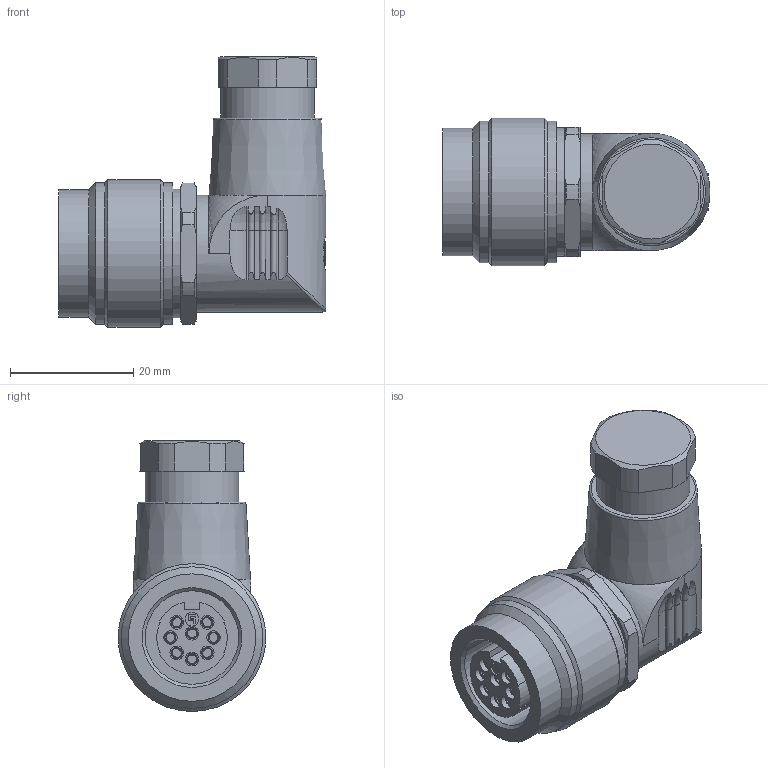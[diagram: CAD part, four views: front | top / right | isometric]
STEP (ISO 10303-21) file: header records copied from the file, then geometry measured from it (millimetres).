
FILE_DESCRIPTION(/* description */ (''),/* implementation_level */ '2;1');
FILE_NAME(/* name */ '99-0172-75-08_bg.stp',/* time_stamp */ '2009-08-19T13:03:09+02:00',/* author */ (''),/* organization */ (''),/* preprocessor_version */ 'ST-DEVELOPER v11',/* originating_system */ 'UGS - NX 5.0',/* authorisation */ '');
FILE_SCHEMA (('CONFIG_CONTROL_DESIGN'));
Length unit declared in the file: millimetre
Products named in the file (1): kbor949Fm498
Bounding box: 43.5 x 24 x 44 mm (x, y, z)
Volume: 19529.9 mm3; surface area: 5955.1 mm2
Topology: 1 solids, 1 shells, 429 faces, 1178 edges, 764 vertices
Faces by surface type: plane 192, cylinder 125, bspline 37, cone 34, torus 25, sphere 16
Full cylindrical faces by diameter (mm): 1.8 x8, 2.2 x8, 2.25 x1, 15.188 x1, 15.2 x1, 19 x1, 20.7 x1, 20.9 x1, 23 x2, 24 x1
Entity records: 15653 total; most frequent: CARTESIAN_POINT 5594, ORIENTED_EDGE 2220, DIRECTION 1874, EDGE_CURVE 1110, AXIS2_PLACEMENT_3D 766, VERTEX_POINT 744, EDGE_LOOP 490, ADVANCED_FACE 429
